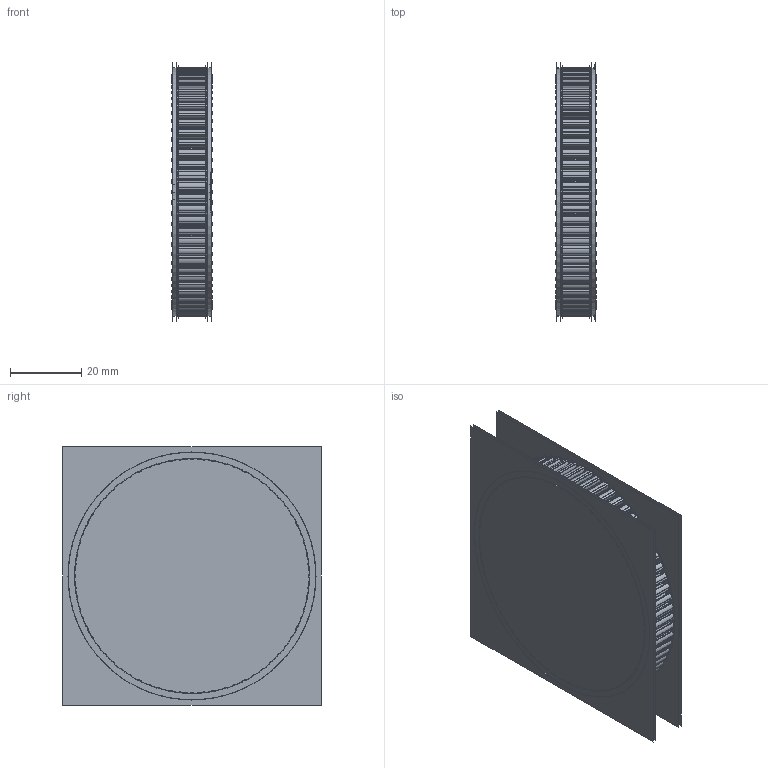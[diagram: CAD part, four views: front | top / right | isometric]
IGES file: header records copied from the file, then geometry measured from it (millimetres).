
Start section:  PTC IGES file: fe470z.igs
Global section: file name: fe470z.igs; native system: Creo Parametric by Parametric Technology Corporation; preprocessor: 2013150; author: sales 4; organization: Unknown; date: 20140324.142134; units: millimetre
Bounding box: 11.44 x 72.59 x 72.59 mm (x, y, z)
Volume: 4511.5 mm3; surface area: 139850.2 mm2
Topology: 69 solids, 69 shells, 4582 faces, 24926 edges, 31908 vertices
Faces by surface type: revolution 2728, bspline 1854
